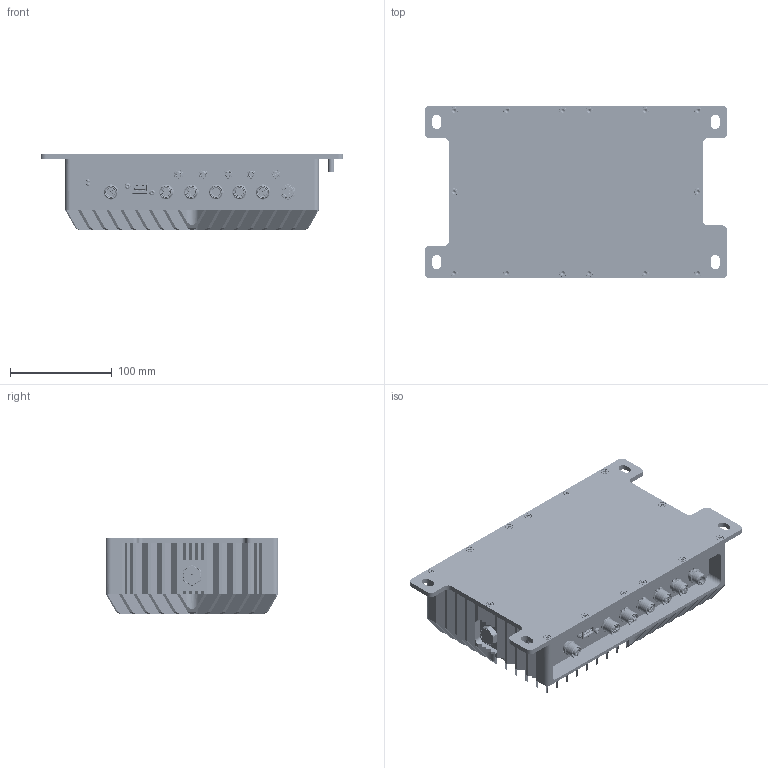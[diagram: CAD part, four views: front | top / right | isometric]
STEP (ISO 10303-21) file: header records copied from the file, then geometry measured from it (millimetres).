
FILE_DESCRIPTION(/* description */ (''),/* implementation_level */ '2;1');
FILE_NAME(/* name */ 'RPC-RSLA3K22-M102S.stp',/* time_stamp */ '2022-02-17T14:39:29+01:00',/* author */ ('AM'),/* organization */ (''),/* preprocessor_version */ 'ST-DEVELOPER v17.2',/* originating_system */ 'Autodesk Inventor 2019',/* authorisation */ '');
FILE_SCHEMA (('AUTOMOTIVE_DESIGN { 1 0 10303 214 3 1 1 }'));
Products named in the file (1): RPC-RSLA3K22-M102S_Shrinkwrap_1
Bounding box: 298 x 170 x 75 mm (x, y, z)
Volume: 972546.5 mm3; surface area: 429797.9 mm2
Topology: 3 solids, 3 shells, 5357 faces, 15267 edges, 10099 vertices
Faces by surface type: plane 2323, cylinder 1587, bspline 696, cone 516, torus 207, sphere 28
Full cylindrical faces by diameter (mm): 0.1 x5, 0.7 x10, 0.725 x16, 0.8 x16, 0.97 x5, 1 x34, 1.1 x10, 1.15 x10, 1.219 x5, 1.29 x16, 1.5 x40, 1.9 x2, 2 x7, 2.1 x4, 2.2 x1, 2.21 x5, 2.459 x10, 2.49 x5, 2.8 x2, 3 x2, 3.1 x5, 4.08 x5, 4.61 x5, 5 x2, 5.33 x5, 5.5 x6, 5.6 x2, 5.84 x5, 6 x3, 7 x14
Entity records: 314970 total; most frequent: CARTESIAN_POINT 173872, ORIENTED_EDGE 30414, DIRECTION 25890, EDGE_CURVE 15207, VERTEX_POINT 10099, AXIS2_PLACEMENT_3D 9190, LINE 7510, VECTOR 7510
